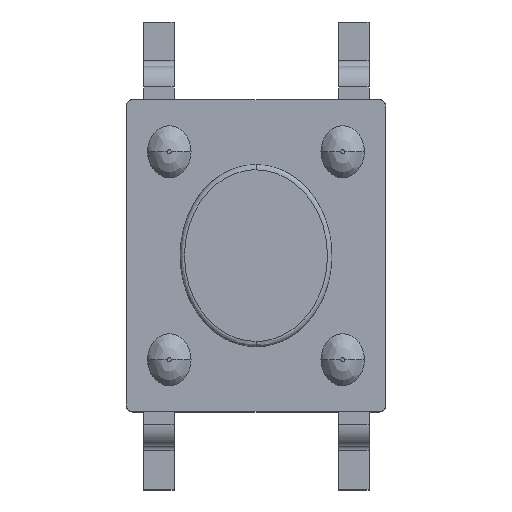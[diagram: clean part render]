
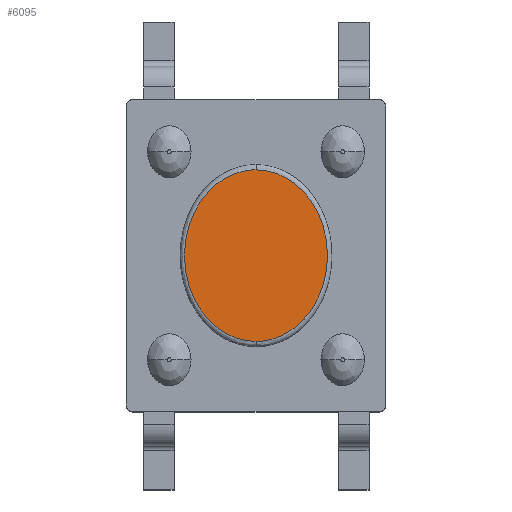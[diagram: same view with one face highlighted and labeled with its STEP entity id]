
A CAD part, top view. The second image highlights one B-rep face of the part: STEP entity #6095.
In plain terms, the highlighted free-form (B-spline) face has degree [1, 1] with [2, 2] control points.
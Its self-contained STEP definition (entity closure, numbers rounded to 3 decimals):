
#3976 = ( BOUNDED_SURFACE() B_SPLINE_SURFACE(3,3,(
    (#3977,#3978,#3979,#3980)
    ,(#3981,#3982,#3983,#3984)
    ,(#3985,#3986,#3987,#3988)
    ,(#3989,#3990,#3991,#3992
)),.UNSPECIFIED.,.F.,.F.,.F.) B_SPLINE_SURFACE_WITH_KNOTS((4,4),(4,4),(
    0.,1.),(0.,1.),.PIECEWISE_BEZIER_KNOTS.) 
GEOMETRIC_REPRESENTATION_ITEM() RATIONAL_B_SPLINE_SURFACE((
    (1.,0.333,0.333,1.)
    ,(0.805,0.268,0.268,0.805)
    ,(0.805,0.268,0.268,0.805)
,(1.,0.333,0.333,1.
))) REPRESENTATION_ITEM('') SURFACE() );
#3977 = CARTESIAN_POINT('',(0.,-1.05,2.45));
#3978 = CARTESIAN_POINT('',(-1.75,-1.05,2.45));
#3979 = CARTESIAN_POINT('',(-1.75,1.05,2.45));
#3980 = CARTESIAN_POINT('',(0.,1.05,2.45));
#3981 = CARTESIAN_POINT('',(0.,-1.05,2.479));
#3982 = CARTESIAN_POINT('',(-1.75,-1.05,2.479));
#3983 = CARTESIAN_POINT('',(-1.75,1.05,2.479));
#3984 = CARTESIAN_POINT('',(0.,1.05,2.479));
#3985 = CARTESIAN_POINT('',(0.,-1.025,2.5));
#3986 = CARTESIAN_POINT('',(-1.709,-1.025,2.5));
#3987 = CARTESIAN_POINT('',(-1.709,1.025,2.5));
#3988 = CARTESIAN_POINT('',(0.,1.025,2.5));
#3989 = CARTESIAN_POINT('',(0.,-0.99,2.5));
#3990 = CARTESIAN_POINT('',(-1.65,-0.99,2.5));
#3991 = CARTESIAN_POINT('',(-1.65,0.99,2.5));
#3992 = CARTESIAN_POINT('',(0.,0.99,2.5));
#4058 = ( BOUNDED_SURFACE() B_SPLINE_SURFACE(3,3,(
    (#4059,#4060,#4061,#4062)
    ,(#4063,#4064,#4065,#4066)
    ,(#4067,#4068,#4069,#4070)
    ,(#4071,#4072,#4073,#4074
)),.UNSPECIFIED.,.F.,.F.,.F.) B_SPLINE_SURFACE_WITH_KNOTS((4,4),(4,4),(
    0.,1.),(0.,1.),.PIECEWISE_BEZIER_KNOTS.) 
GEOMETRIC_REPRESENTATION_ITEM() RATIONAL_B_SPLINE_SURFACE((
    (1.,0.333,0.333,1.)
    ,(0.805,0.268,0.268,0.805)
    ,(0.805,0.268,0.268,0.805)
,(1.,0.333,0.333,1.
))) REPRESENTATION_ITEM('') SURFACE() );
#4059 = CARTESIAN_POINT('',(0.,1.05,2.45));
#4060 = CARTESIAN_POINT('',(1.75,1.05,2.45));
#4061 = CARTESIAN_POINT('',(1.75,-1.05,2.45));
#4062 = CARTESIAN_POINT('',(0.,-1.05,2.45));
#4063 = CARTESIAN_POINT('',(0.,1.05,2.479));
#4064 = CARTESIAN_POINT('',(1.75,1.05,2.479));
#4065 = CARTESIAN_POINT('',(1.75,-1.05,2.479));
#4066 = CARTESIAN_POINT('',(0.,-1.05,2.479));
#4067 = CARTESIAN_POINT('',(0.,1.025,2.5));
#4068 = CARTESIAN_POINT('',(1.709,1.025,2.5));
#4069 = CARTESIAN_POINT('',(1.709,-1.025,2.5));
#4070 = CARTESIAN_POINT('',(0.,-1.025,2.5));
#4071 = CARTESIAN_POINT('',(0.,0.99,2.5));
#4072 = CARTESIAN_POINT('',(1.65,0.99,2.5));
#4073 = CARTESIAN_POINT('',(1.65,-0.99,2.5));
#4074 = CARTESIAN_POINT('',(0.,-0.99,2.5));
#5568 = VERTEX_POINT('',#5569);
#5569 = CARTESIAN_POINT('',(0.,0.99,2.5));
#5592 = VERTEX_POINT('',#5593);
#5593 = CARTESIAN_POINT('',(0.,-0.99,2.5));
#5614 = EDGE_CURVE('',#5592,#5568,#5615,.T.);
#5615 = SURFACE_CURVE('',#5616,(#5621,#5628),.PCURVE_S1.);
#5616 = ( BOUNDED_CURVE() B_SPLINE_CURVE(3,(#5617,#5618,#5619,#5620),
.UNSPECIFIED.,.F.,.F.) B_SPLINE_CURVE_WITH_KNOTS((4,4),(0.,1.),
.PIECEWISE_BEZIER_KNOTS.) CURVE() GEOMETRIC_REPRESENTATION_ITEM() 
RATIONAL_B_SPLINE_CURVE((1.,0.333,0.333,1.)) 
REPRESENTATION_ITEM('') );
#5617 = CARTESIAN_POINT('',(0.,-0.99,2.5));
#5618 = CARTESIAN_POINT('',(-1.65,-0.99,2.5));
#5619 = CARTESIAN_POINT('',(-1.65,0.99,2.5));
#5620 = CARTESIAN_POINT('',(0.,0.99,2.5));
#5621 = PCURVE('',#3976,#5622);
#5622 = DEFINITIONAL_REPRESENTATION('',(#5623),#5627);
#5623 = B_SPLINE_CURVE_WITH_KNOTS('',2,(#5624,#5625,#5626),
  .UNSPECIFIED.,.F.,.F.,(3,3),(0.,1.),.PIECEWISE_BEZIER_KNOTS.);
#5624 = CARTESIAN_POINT('',(1.,0.));
#5625 = CARTESIAN_POINT('',(1.,0.5));
#5626 = CARTESIAN_POINT('',(1.,1.));
#5627 = ( GEOMETRIC_REPRESENTATION_CONTEXT(2) 
PARAMETRIC_REPRESENTATION_CONTEXT() REPRESENTATION_CONTEXT('2D SPACE',''
  ) );
#5628 = PCURVE('',#5629,#5634);
#5629 = B_SPLINE_SURFACE_WITH_KNOTS('',1,1,(
    (#5630,#5631)
    ,(#5632,#5633
    )),.UNSPECIFIED.,.F.,.F.,.F.,(2,2),(2,2),(-1.65,1.65),(-3.3,3.3),
  .PIECEWISE_BEZIER_KNOTS.);
#5630 = CARTESIAN_POINT('',(1.65,-0.99,2.5));
#5631 = CARTESIAN_POINT('',(-1.65,-0.99,2.5));
#5632 = CARTESIAN_POINT('',(1.65,0.99,2.5));
#5633 = CARTESIAN_POINT('',(-1.65,0.99,2.5));
#5634 = DEFINITIONAL_REPRESENTATION('',(#5635),#5640);
#5635 = ( BOUNDED_CURVE() B_SPLINE_CURVE(3,(#5636,#5637,#5638,#5639),
.UNSPECIFIED.,.F.,.F.) B_SPLINE_CURVE_WITH_KNOTS((4,4),(0.,1.),
.PIECEWISE_BEZIER_KNOTS.) CURVE() GEOMETRIC_REPRESENTATION_ITEM() 
RATIONAL_B_SPLINE_CURVE((1.,0.333,0.333,1.)) 
REPRESENTATION_ITEM('') );
#5636 = CARTESIAN_POINT('',(-1.65,0.));
#5637 = CARTESIAN_POINT('',(-1.65,3.3));
#5638 = CARTESIAN_POINT('',(1.65,3.3));
#5639 = CARTESIAN_POINT('',(1.65,0.));
#5640 = ( GEOMETRIC_REPRESENTATION_CONTEXT(2) 
PARAMETRIC_REPRESENTATION_CONTEXT() REPRESENTATION_CONTEXT('2D SPACE',''
  ) );
#5647 = EDGE_CURVE('',#5568,#5592,#5648,.T.);
#5648 = SURFACE_CURVE('',#5649,(#5654,#5661),.PCURVE_S1.);
#5649 = ( BOUNDED_CURVE() B_SPLINE_CURVE(3,(#5650,#5651,#5652,#5653),
.UNSPECIFIED.,.F.,.F.) B_SPLINE_CURVE_WITH_KNOTS((4,4),(0.,1.),
.PIECEWISE_BEZIER_KNOTS.) CURVE() GEOMETRIC_REPRESENTATION_ITEM() 
RATIONAL_B_SPLINE_CURVE((1.,0.333,0.333,1.)) 
REPRESENTATION_ITEM('') );
#5650 = CARTESIAN_POINT('',(0.,0.99,2.5));
#5651 = CARTESIAN_POINT('',(1.65,0.99,2.5));
#5652 = CARTESIAN_POINT('',(1.65,-0.99,2.5));
#5653 = CARTESIAN_POINT('',(0.,-0.99,2.5));
#5654 = PCURVE('',#4058,#5655);
#5655 = DEFINITIONAL_REPRESENTATION('',(#5656),#5660);
#5656 = B_SPLINE_CURVE_WITH_KNOTS('',2,(#5657,#5658,#5659),
  .UNSPECIFIED.,.F.,.F.,(3,3),(0.,1.),.PIECEWISE_BEZIER_KNOTS.);
#5657 = CARTESIAN_POINT('',(1.,0.));
#5658 = CARTESIAN_POINT('',(1.,0.5));
#5659 = CARTESIAN_POINT('',(1.,1.));
#5660 = ( GEOMETRIC_REPRESENTATION_CONTEXT(2) 
PARAMETRIC_REPRESENTATION_CONTEXT() REPRESENTATION_CONTEXT('2D SPACE',''
  ) );
#5661 = PCURVE('',#5629,#5662);
#5662 = DEFINITIONAL_REPRESENTATION('',(#5663),#5668);
#5663 = ( BOUNDED_CURVE() B_SPLINE_CURVE(3,(#5664,#5665,#5666,#5667),
.UNSPECIFIED.,.F.,.F.) B_SPLINE_CURVE_WITH_KNOTS((4,4),(0.,1.),
.PIECEWISE_BEZIER_KNOTS.) CURVE() GEOMETRIC_REPRESENTATION_ITEM() 
RATIONAL_B_SPLINE_CURVE((1.,0.333,0.333,1.)) 
REPRESENTATION_ITEM('') );
#5664 = CARTESIAN_POINT('',(1.65,0.));
#5665 = CARTESIAN_POINT('',(1.65,-3.3));
#5666 = CARTESIAN_POINT('',(-1.65,-3.3));
#5667 = CARTESIAN_POINT('',(-1.65,0.));
#5668 = ( GEOMETRIC_REPRESENTATION_CONTEXT(2) 
PARAMETRIC_REPRESENTATION_CONTEXT() REPRESENTATION_CONTEXT('2D SPACE',''
  ) );
#6095 = ADVANCED_FACE('',(#6096),#5629,.T.);
#6096 = FACE_BOUND('',#6097,.T.);
#6097 = EDGE_LOOP('',(#6098,#6099));
#6098 = ORIENTED_EDGE('',*,*,#5614,.F.);
#6099 = ORIENTED_EDGE('',*,*,#5647,.F.);
